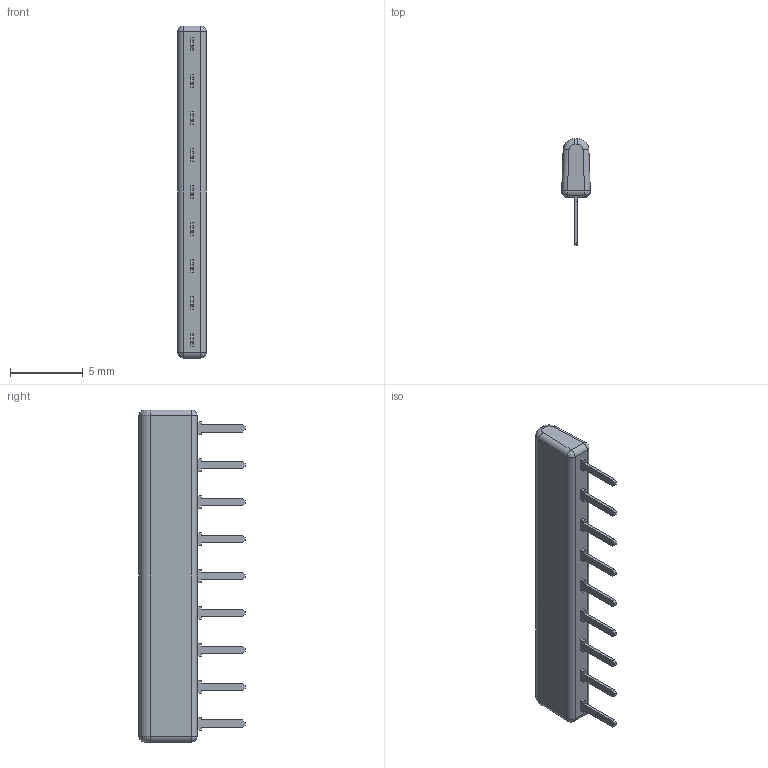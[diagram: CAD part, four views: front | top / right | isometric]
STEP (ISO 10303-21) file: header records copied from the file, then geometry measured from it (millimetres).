
FILE_DESCRIPTION(('FreeCAD Model'),'2;1');
FILE_NAME('RN-09.stp','2019-11-23T16:34:22' ,('Author'),(''),'Open CASCADE STEP processor 6.8','FreeCAD','Unknown' );
FILE_SCHEMA(('AUTOMOTIVE_DESIGN { 1 0 10303 214 1 1 1 1 }'));
Length unit declared in the file: millimetre
Products named in the file (3): ASSEMBLY; Fillet002; Array
Assembly tree (2 placements, depth 2):
  ASSEMBLY
    Fillet002
    Array
Bounding box: 1.97 x 7.3 x 22.86 mm (x, y, z)
Volume: 165.4 mm3; surface area: 303.9 mm2
Topology: 10 solids, 10 shells, 134 faces, 326 edges, 208 vertices
Faces by surface type: plane 114, cylinder 12, sphere 4, revolution 4
Entity records: 8129 total; most frequent: CARTESIAN_POINT 1395, DIRECTION 1228, LINE 902, VECTOR 902, ORIENTED_EDGE 644, PCURVE 644, DEFINITIONAL_REPRESENTATION 644, EDGE_CURVE 322
